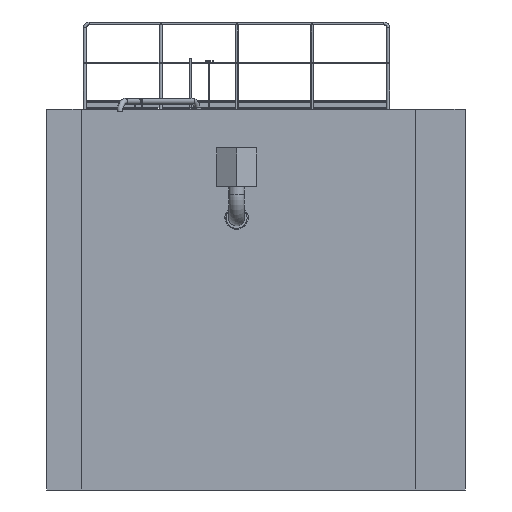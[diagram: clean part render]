
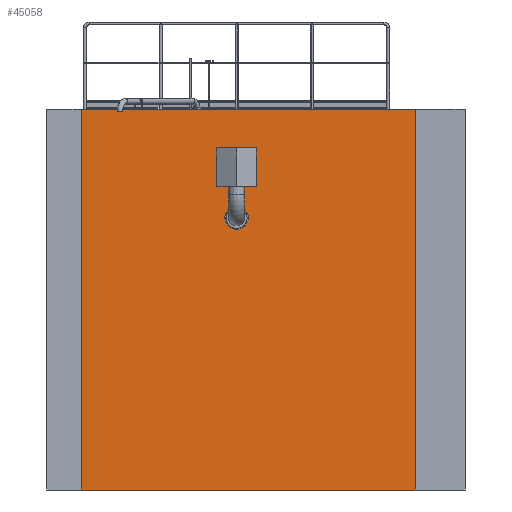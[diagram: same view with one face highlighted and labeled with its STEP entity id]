
A CAD part, left-side view. The second image highlights one B-rep face of the part: STEP entity #45058.
In plain terms, the highlighted planar face has unit normal (-1, 0, 0).
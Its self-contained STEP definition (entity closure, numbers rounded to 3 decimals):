
#6694=CIRCLE('',#58519,150.);
#8431=ORIENTED_EDGE('',*,*,#21186,.T.);
#8432=ORIENTED_EDGE('',*,*,#21187,.T.);
#8433=ORIENTED_EDGE('',*,*,#21188,.F.);
#8434=ORIENTED_EDGE('',*,*,#21189,.F.);
#8435=ORIENTED_EDGE('',*,*,#21190,.T.);
#21186=EDGE_CURVE('',#27560,#27560,#6694,.F.);
#21187=EDGE_CURVE('',#27561,#27562,#31819,.T.);
#21188=EDGE_CURVE('',#27563,#27562,#31820,.T.);
#21189=EDGE_CURVE('',#27564,#27563,#31821,.T.);
#21190=EDGE_CURVE('',#27564,#27561,#31822,.T.);
#27560=VERTEX_POINT('',#73297);
#27561=VERTEX_POINT('',#73299);
#27562=VERTEX_POINT('',#73300);
#27563=VERTEX_POINT('',#73302);
#27564=VERTEX_POINT('',#73304);
#31819=LINE('',#73298,#34141);
#31820=LINE('',#73301,#34142);
#31821=LINE('',#73303,#34143);
#31822=LINE('',#73305,#34144);
#34141=VECTOR('',#62690,1000.);
#34142=VECTOR('',#62691,1000.);
#34143=VECTOR('',#62692,1000.);
#34144=VECTOR('',#62693,1000.);
#36449=EDGE_LOOP('',(#8431));
#36450=EDGE_LOOP('',(#8432,#8433,#8434,#8435));
#40251=FACE_BOUND('',#36449,.T.);
#40252=FACE_BOUND('',#36450,.T.);
#44052=PLANE('',#58518);
#45058=ADVANCED_FACE('',(#40251,#40252),#44052,.T.);
#58518=AXIS2_PLACEMENT_3D('',#73295,#62686,#62687);
#58519=AXIS2_PLACEMENT_3D('',#73296,#62688,#62689);
#62686=DIRECTION('',(-1.,0.,0.));
#62687=DIRECTION('',(0.,-1.,0.));
#62688=DIRECTION('',(-1.,0.,0.));
#62689=DIRECTION('',(0.,-1.,0.));
#62690=DIRECTION('',(0.,0.,1.));
#62691=DIRECTION('',(0.,-1.,0.));
#62692=DIRECTION('',(0.,0.,1.));
#62693=DIRECTION('',(0.,-1.,0.));
#73295=CARTESIAN_POINT('',(-2300.,2440.,-5000.));
#73296=CARTESIAN_POINT('',(-2300.,0.,-1500.));
#73297=CARTESIAN_POINT('',(-2300.,-150.,-1500.));
#73298=CARTESIAN_POINT('',(-2300.,-2300.,-5000.));
#73299=CARTESIAN_POINT('',(-2300.,-2300.,-5000.));
#73300=CARTESIAN_POINT('',(-2300.,-2300.,-100.));
#73301=CARTESIAN_POINT('',(-2300.,2440.,-100.));
#73302=CARTESIAN_POINT('',(-2300.,2000.,-100.));
#73303=CARTESIAN_POINT('',(-2300.,2000.,0.));
#73304=CARTESIAN_POINT('',(-2300.,2000.,-5000.));
#73305=CARTESIAN_POINT('',(-2300.,2440.,-5000.));
